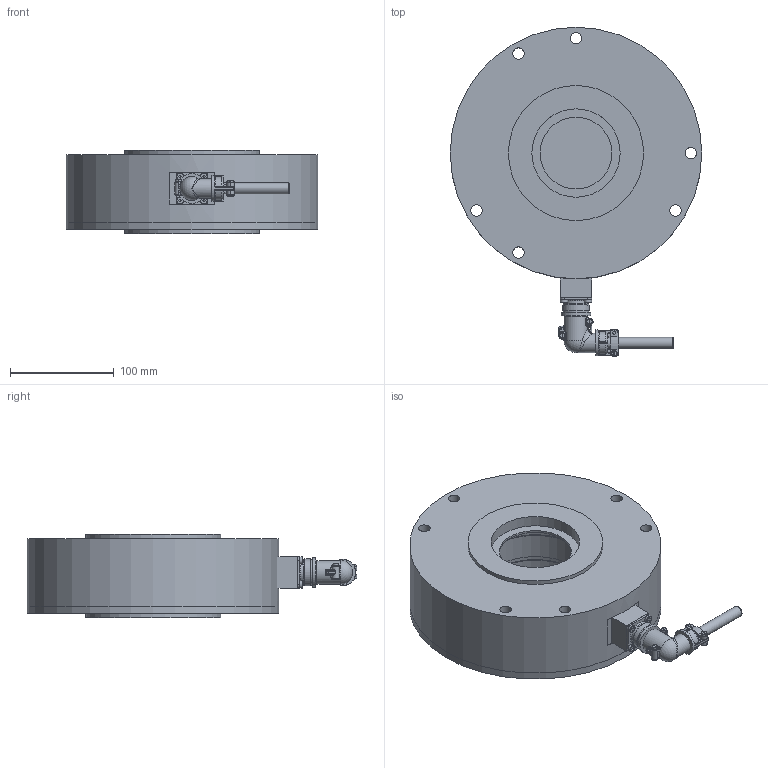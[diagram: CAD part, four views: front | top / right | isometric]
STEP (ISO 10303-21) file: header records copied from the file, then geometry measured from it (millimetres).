
FILE_DESCRIPTION (( 'STEP AP214' ), '1' );
FILE_NAME ('a_BZA4-55-1000N...5000N-S STEP.STEP', '2024-12-10T06:55:51', ( '' ), ( '' ), 'SwSTEP 2.0', 'SolidWorks 2023', '' );
FILE_SCHEMA (( 'AUTOMOTIVE_DESIGN' ));
Length unit declared in the file: millimetre
Products named in the file (1): a_BZA4-55-1000N...5000N-S STEP
Bounding box: 242 x 316.85 x 80 mm (x, y, z)
Volume: 2810154.3 mm3; surface area: 414283.3 mm2
Topology: 18 solids, 23 shells, 671 faces, 1533 edges, 921 vertices
Faces by surface type: plane 243, cylinder 237, torus 72, bspline 58, cone 32, sphere 29
Full cylindrical faces by diameter (mm): 1.3 x2, 1.5 x12, 1.8 x2, 2 x4, 2.5 x8, 3 x4, 3.4 x4, 3.5 x2, 3.9 x2, 4 x4, 4.2 x3, 4.5 x4, 7 x4, 7.9 x1, 10.6 x1, 11 x12, 11.2 x1, 13 x2, 13.8 x1, 15.54 x1, 16.5 x1, 17.5 x2, 18.5 x1, 19.5 x1, 20 x1, 22 x2, 24 x1, 24.5 x2, 25 x1, 26 x1
Entity records: 20570 total; most frequent: CARTESIAN_POINT 6263, DIRECTION 3012, ORIENTED_EDGE 2636, EDGE_CURVE 1318, AXIS2_PLACEMENT_3D 1255, EDGE_LOOP 926, VERTEX_POINT 874, FACE_OUTER_BOUND 787
